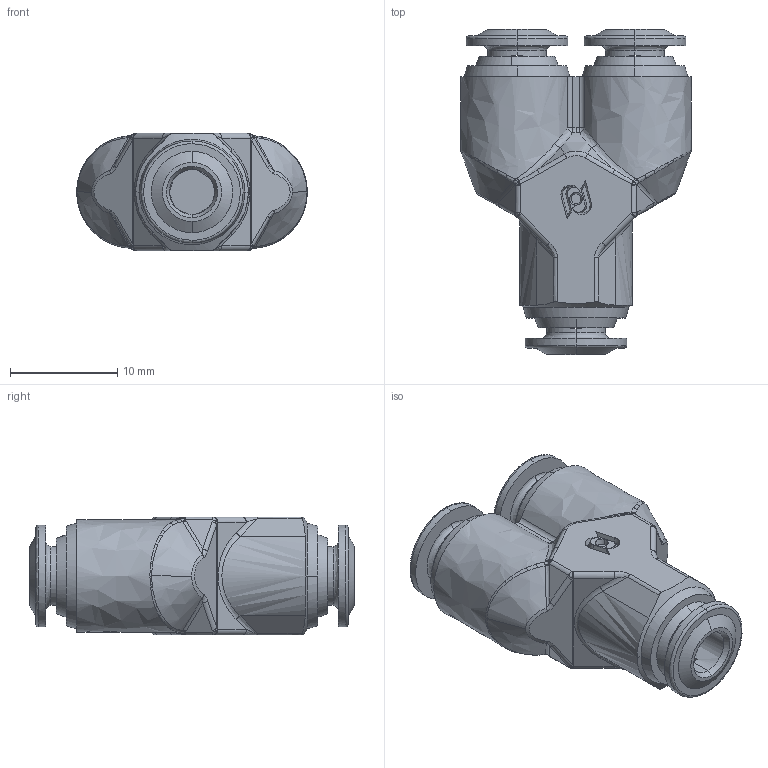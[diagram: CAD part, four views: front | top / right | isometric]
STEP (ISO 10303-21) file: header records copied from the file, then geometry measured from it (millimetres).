
FILE_DESCRIPTION (( 'STEP AP214' ), '1' );
FILE_NAME ('PY04_ME.STEP', '2018-09-06T14:00:41', ( '' ), ( '' ), 'SwSTEP 2.0', 'SolidWorks 2018', '' );
FILE_SCHEMA (( 'AUTOMOTIVE_DESIGN' ));
Length unit declared in the file: millimetre
Products named in the file (1): PY04_ME
Bounding box: 21.5 x 30.3 x 11 mm (x, y, z)
Volume: 3577.2 mm3; surface area: 2080.9 mm2
Topology: 1 solids, 1 shells, 290 faces, 711 edges, 428 vertices
Faces by surface type: bspline 290
Entity records: 14063 total; most frequent: CARTESIAN_POINT 9974, ORIENTED_EDGE 1398, EDGE_CURVE 699, B_SPLINE_CURVE_WITH_KNOTS 511, VERTEX_POINT 428, EDGE_LOOP 319, FACE_OUTER_BOUND 290, ADVANCED_FACE 290
